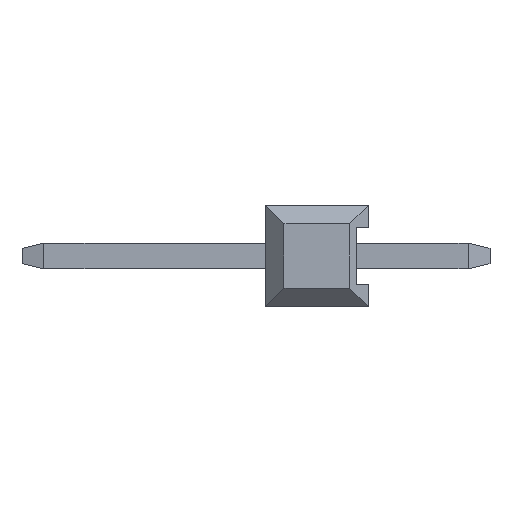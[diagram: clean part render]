
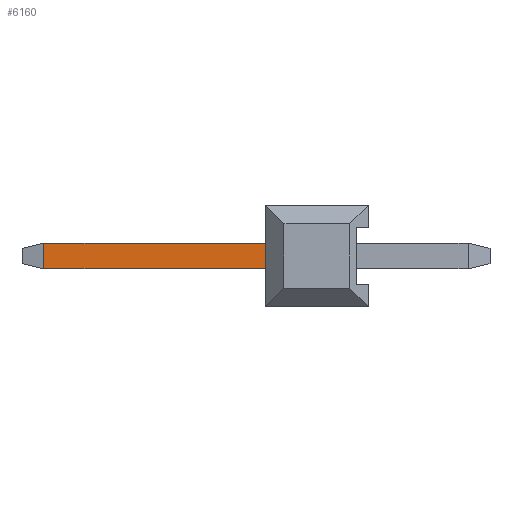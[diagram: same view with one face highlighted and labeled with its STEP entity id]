
A CAD part, left-side view. The second image highlights one B-rep face of the part: STEP entity #6160.
In plain terms, the highlighted planar face has unit normal (-1, 0, 0).
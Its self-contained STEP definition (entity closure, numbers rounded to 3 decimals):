
#232 = VECTOR ( 'NONE', #1276, 1000. ) ;
#336 = VERTEX_POINT ( 'NONE', #6327 ) ;
#351 = VERTEX_POINT ( 'NONE', #6342 ) ;
#453 = VERTEX_POINT ( 'NONE', #6444 ) ;
#1015 = PLANE ( 'NONE',  #5141 ) ;
#1016 = CARTESIAN_POINT ( 'NONE',  ( -0.32, 8.54, 0.32 ) ) ;
#1017 = DIRECTION ( 'NONE',  ( -1., 0., 0. ) ) ;
#1018 = DIRECTION ( 'NONE',  ( 0., 0., 1. ) ) ;
#1274 = LINE ( 'NONE', #1275, #232 ) ;
#1275 = CARTESIAN_POINT ( 'NONE',  ( -0.32, 7.999, 0.32 ) ) ;
#1276 = DIRECTION ( 'NONE',  ( 0., 0., -1. ) ) ;
#1319 = LINE ( 'NONE', #1320, #1368 ) ;
#1320 = CARTESIAN_POINT ( 'NONE',  ( -0.32, 8.54, 0.32 ) ) ;
#1321 = DIRECTION ( 'NONE',  ( 0., -1., 0. ) ) ;
#1368 = VECTOR ( 'NONE', #1321, 1000. ) ;
#1443 = VECTOR ( 'NONE', #2637, 1000. ) ;
#2635 = LINE ( 'NONE', #2636, #1443 ) ;
#2636 = CARTESIAN_POINT ( 'NONE',  ( -0.32, 8.54, -0.32 ) ) ;
#2637 = DIRECTION ( 'NONE',  ( 0., -1., 0. ) ) ;
#3594 = LINE ( 'NONE', #3595, #3984 ) ;
#3595 = CARTESIAN_POINT ( 'NONE',  ( -0.32, 2.54, -0.32 ) ) ;
#3596 = DIRECTION ( 'NONE',  ( 0., 0., 1. ) ) ;
#3984 = VECTOR ( 'NONE', #3596, 1000. ) ;
#4905 = VERTEX_POINT ( 'NONE', #6488 ) ;
#5141 = AXIS2_PLACEMENT_3D ( 'NONE', #1016, #1017, #1018 ) ;
#5144 = FACE_OUTER_BOUND ( 'NONE', #5798, .T. ) ;
#5380 = ORIENTED_EDGE ( 'NONE', *, *, #7221, .F. ) ;
#5478 = ORIENTED_EDGE ( 'NONE', *, *, #7262, .T. ) ;
#5798 = EDGE_LOOP ( 'NONE', ( #5380, #7049, #5478, #7051 ) ) ;
#6160 = ADVANCED_FACE ( 'NONE', ( #5144 ), #1015, .T. ) ;
#6327 = CARTESIAN_POINT ( 'NONE',  ( -0.32, 2.54, -0.32 ) ) ;
#6342 = CARTESIAN_POINT ( 'NONE',  ( -0.32, 2.54, 0.32 ) ) ;
#6444 = CARTESIAN_POINT ( 'NONE',  ( -0.32, 7.999, -0.32 ) ) ;
#6488 = CARTESIAN_POINT ( 'NONE',  ( -0.32, 7.999, 0.32 ) ) ;
#7049 = ORIENTED_EDGE ( 'NONE', *, *, #7206, .T. ) ;
#7051 = ORIENTED_EDGE ( 'NONE', *, *, #8102, .T. ) ;
#7206 = EDGE_CURVE ( 'NONE', #4905, #453, #1274, .T. ) ;
#7221 = EDGE_CURVE ( 'NONE', #4905, #351, #1319, .T. ) ;
#7262 = EDGE_CURVE ( 'NONE', #453, #336, #2635, .T. ) ;
#8102 = EDGE_CURVE ( 'NONE', #336, #351, #3594, .T. ) ;
